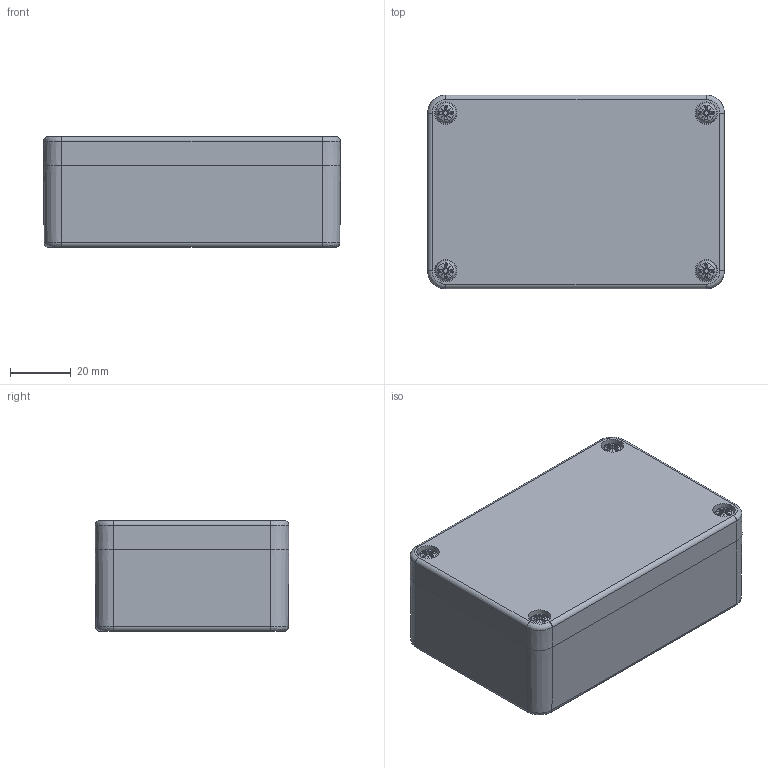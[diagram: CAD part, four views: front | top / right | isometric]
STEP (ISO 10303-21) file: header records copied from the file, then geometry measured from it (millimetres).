
FILE_DESCRIPTION (( 'STEP AP214' ), '1' );
FILE_NAME ('BBCC090603W.STEP', '2019-07-09T16:31:51', ( '' ), ( '' ), 'SwSTEP 2.0', 'SolidWorks 2018', '' );
FILE_SCHEMA (( 'AUTOMOTIVE_DESIGN' ));
Length unit declared in the file: inch
Products named in the file (1): BBCC090603W
Bounding box: 98 x 64 x 36.5 mm (x, y, z)
Volume: 88423.3 mm3; surface area: 58195.5 mm2
Topology: 11 solids, 11 shells, 1530 faces, 3729 edges, 2273 vertices
Faces by surface type: plane 581, cone 345, cylinder 332, bspline 272
Full cylindrical faces by diameter (mm): 3.242 x4, 3.3 x4, 4 x4, 4.4 x4, 4.5 x6, 4.8 x4, 5 x4, 6.8 x4, 7.4 x4, 7.5 x4
Entity records: 65968 total; most frequent: CARTESIAN_POINT 33185, ORIENTED_EDGE 7236, DIRECTION 6044, EDGE_CURVE 3618, AXIS2_PLACEMENT_3D 2431, VERTEX_POINT 2248, EDGE_LOOP 1698, FACE_OUTER_BOUND 1580
